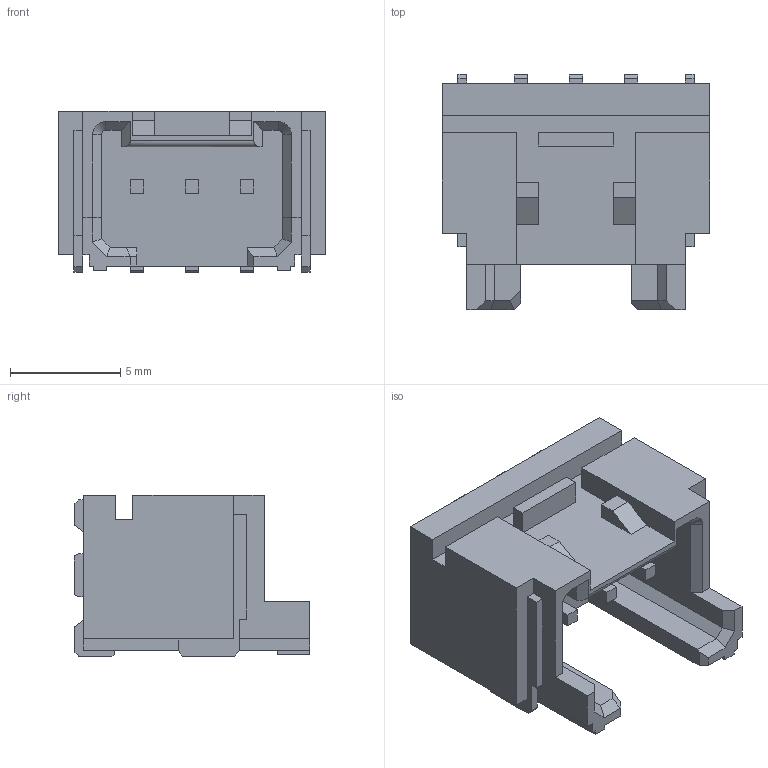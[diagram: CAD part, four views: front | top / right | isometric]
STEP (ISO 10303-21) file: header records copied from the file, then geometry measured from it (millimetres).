
FILE_DESCRIPTION(('STEP AP242'),'1');
FILE_NAME('2159320370.stp','2025-02-21T03:44:40',('TraceParts'),('TraceParts S.A.'),'Spatial InterOp 3D',' ',' ');
FILE_SCHEMA(('AP242_MANAGED_MODEL_BASED_3D_ENGINEERING_MIM_LF {1 0 10303 442 1 1 4}'));
Length unit declared in the file: millimetre
Products named in the file (1): 2159320370
Bounding box: 12.1 x 10.65 x 7.3 mm (x, y, z)
Volume: 416.2 mm3; surface area: 703.1 mm2
Topology: 1 solids, 1 shells, 187 faces, 515 edges, 339 vertices
Faces by surface type: plane 167, cylinder 18, cone 1, bspline 1
Entity records: 5952 total; most frequent: CARTESIAN_POINT 1139, ORIENTED_EDGE 1030, DIRECTION 921, EDGE_CURVE 515, LINE 475, VECTOR 475, VERTEX_POINT 339, AXIS2_PLACEMENT_3D 223
